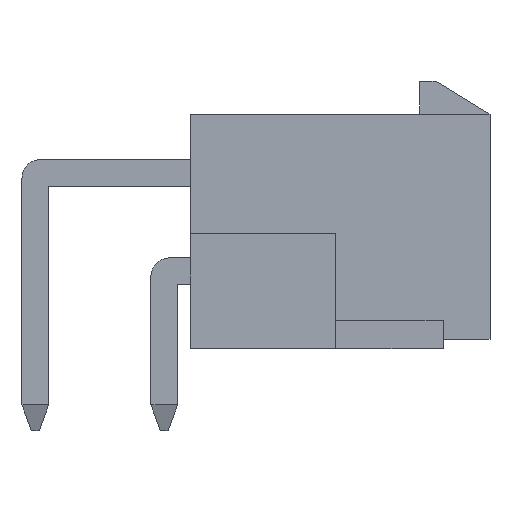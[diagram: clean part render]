
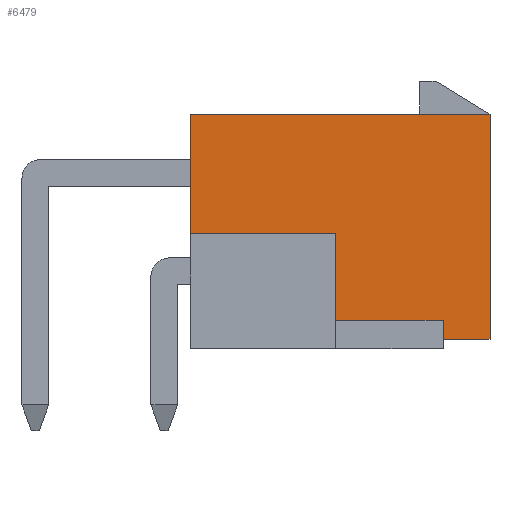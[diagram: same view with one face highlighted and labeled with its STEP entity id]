
A CAD part, left-side view. The second image highlights one B-rep face of the part: STEP entity #6479.
In plain terms, the highlighted planar face has unit normal (-1, 0, 0).
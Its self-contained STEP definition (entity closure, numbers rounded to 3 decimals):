
#705=ORIENTED_EDGE('',*,*,#2491,.F.);
#706=ORIENTED_EDGE('',*,*,#2488,.F.);
#707=ORIENTED_EDGE('',*,*,#2507,.T.);
#708=ORIENTED_EDGE('',*,*,#2508,.T.);
#709=ORIENTED_EDGE('',*,*,#2443,.T.);
#710=ORIENTED_EDGE('',*,*,#2172,.T.);
#711=ORIENTED_EDGE('',*,*,#2509,.T.);
#712=ORIENTED_EDGE('',*,*,#2053,.T.);
#2053=EDGE_CURVE('',#2975,#2974,#3572,.T.);
#2172=EDGE_CURVE('',#3085,#3084,#3691,.T.);
#2443=EDGE_CURVE('',#3344,#3085,#3961,.T.);
#2488=EDGE_CURVE('',#3378,#3379,#4001,.T.);
#2491=EDGE_CURVE('',#3379,#2974,#4004,.T.);
#2507=EDGE_CURVE('',#3378,#3390,#4016,.T.);
#2508=EDGE_CURVE('',#3390,#3344,#4017,.T.);
#2509=EDGE_CURVE('',#3084,#2975,#4018,.T.);
#2974=VERTEX_POINT('',#8938);
#2975=VERTEX_POINT('',#8940);
#3084=VERTEX_POINT('',#9168);
#3085=VERTEX_POINT('',#9170);
#3344=VERTEX_POINT('',#9730);
#3378=VERTEX_POINT('',#9815);
#3379=VERTEX_POINT('',#9817);
#3390=VERTEX_POINT('',#9852);
#3572=LINE('',#8939,#4477);
#3691=LINE('',#9169,#4596);
#3961=LINE('',#9729,#4866);
#4001=LINE('',#9816,#4906);
#4004=LINE('',#9822,#4909);
#4016=LINE('',#9851,#4921);
#4017=LINE('',#9853,#4922);
#4018=LINE('',#9854,#4923);
#4477=VECTOR('',#7253,1000.);
#4596=VECTOR('',#7374,1000.);
#4866=VECTOR('',#7706,1000.);
#4906=VECTOR('',#7770,1000.);
#4909=VECTOR('',#7775,1000.);
#4921=VECTOR('',#7803,1000.);
#4922=VECTOR('',#7804,1000.);
#4923=VECTOR('',#7805,1000.);
#5417=EDGE_LOOP('',(#705,#706,#707,#708,#709,#710,#711,#712));
#5826=FACE_BOUND('',#5417,.T.);
#6169=PLANE('',#6846);
#6479=ADVANCED_FACE('',(#5826),#6169,.T.);
#6846=AXIS2_PLACEMENT_3D('',#9850,#7801,#7802);
#7253=DIRECTION('',(0.,0.,-1.));
#7374=DIRECTION('',(0.,0.,1.));
#7706=DIRECTION('',(0.,-1.,0.));
#7770=DIRECTION('',(0.,0.,1.));
#7775=DIRECTION('',(0.,1.,0.));
#7801=DIRECTION('',(-1.,0.,0.));
#7802=DIRECTION('',(0.,0.,1.));
#7803=DIRECTION('',(0.,-1.,0.));
#7804=DIRECTION('',(0.,0.,-1.));
#7805=DIRECTION('',(0.,1.,0.));
#8938=CARTESIAN_POINT('',(-17.4,6.4,-0.298));
#8939=CARTESIAN_POINT('',(-17.4,6.4,4.8));
#8940=CARTESIAN_POINT('',(-17.4,6.4,4.8));
#9168=CARTESIAN_POINT('',(-17.4,-6.4,4.8));
#9169=CARTESIAN_POINT('',(-17.4,-6.4,-4.8));
#9170=CARTESIAN_POINT('',(-17.4,-6.4,-4.8));
#9729=CARTESIAN_POINT('',(-17.4,6.4,-4.8));
#9730=CARTESIAN_POINT('',(-17.4,-4.4,-4.8));
#9815=CARTESIAN_POINT('',(-17.4,0.2,-3.998));
#9816=CARTESIAN_POINT('',(-17.4,0.2,-5.198));
#9817=CARTESIAN_POINT('',(-17.4,0.2,-0.298));
#9822=CARTESIAN_POINT('',(-17.4,0.2,-0.298));
#9850=CARTESIAN_POINT('',(-17.4,0.,0.));
#9851=CARTESIAN_POINT('',(-17.4,0.2,-3.998));
#9852=CARTESIAN_POINT('',(-17.4,-4.4,-3.998));
#9853=CARTESIAN_POINT('',(-17.4,-4.4,-3.998));
#9854=CARTESIAN_POINT('',(-17.4,-6.4,4.8));
